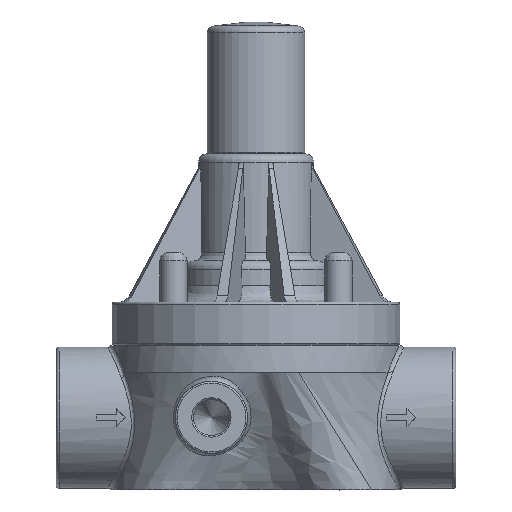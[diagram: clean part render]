
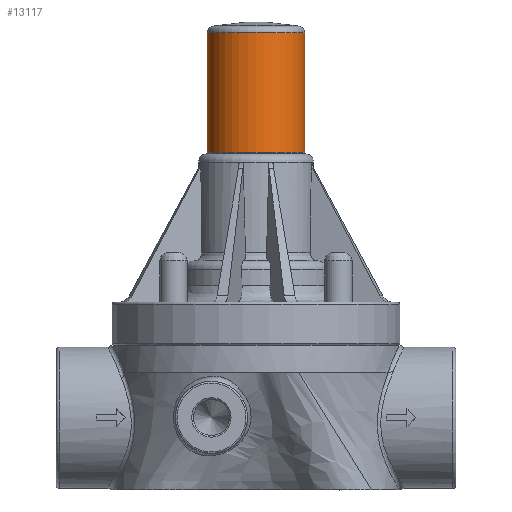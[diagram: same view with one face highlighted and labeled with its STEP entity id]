
A CAD part, top view. The second image highlights one B-rep face of the part: STEP entity #13117.
In plain terms, the highlighted cylindrical face has radius 14.986 mm (diameter 29.972 mm), a full revolution.
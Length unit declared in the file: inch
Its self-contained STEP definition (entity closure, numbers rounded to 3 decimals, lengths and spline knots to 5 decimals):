
#13086=CARTESIAN_POINT('',(0.58983,4.095,-0.00008));
#13087=VERTEX_POINT('',#13086);
#13088=CARTESIAN_POINT('',(-0.00017,4.095,-0.00008));
#13089=DIRECTION('',(0.0,-1.0,0.0));
#13090=DIRECTION('',(1.0,0.0,0.0));
#13091=AXIS2_PLACEMENT_3D('',#13088,#13089,#13090);
#13092=CIRCLE('',#13091,0.59);
#13093=EDGE_CURVE('',#13087,#13087,#13092,.T.);
#13098=CARTESIAN_POINT('',(-0.00017,4.8209,-0.00008));
#13099=DIRECTION('',(0.0,-1.0,0.));
#13100=DIRECTION('',(1.0,0.0,0.0));
#13101=AXIS2_PLACEMENT_3D('',#13098,#13099,#13100);
#13102=CYLINDRICAL_SURFACE('',#13101,0.59);
#13103=ORIENTED_EDGE('',*,*,#13093,.F.);
#13104=EDGE_LOOP('',(#13103));
#13105=FACE_OUTER_BOUND('',#13104,.T.);
#13106=CARTESIAN_POINT('',(0.58983,5.54681,-0.00008));
#13107=VERTEX_POINT('',#13106);
#13108=CARTESIAN_POINT('',(-0.00017,5.54681,-0.00008));
#13109=DIRECTION('',(0.0,-1.0,0.0));
#13110=DIRECTION('',(1.0,0.0,0.0));
#13111=AXIS2_PLACEMENT_3D('',#13108,#13109,#13110);
#13112=CIRCLE('',#13111,0.59);
#13113=EDGE_CURVE('',#13107,#13107,#13112,.T.);
#13114=ORIENTED_EDGE('',*,*,#13113,.T.);
#13115=EDGE_LOOP('',(#13114));
#13116=FACE_BOUND('',#13115,.T.);
#13117=ADVANCED_FACE('',(#13105,#13116),#13102,.T.);
